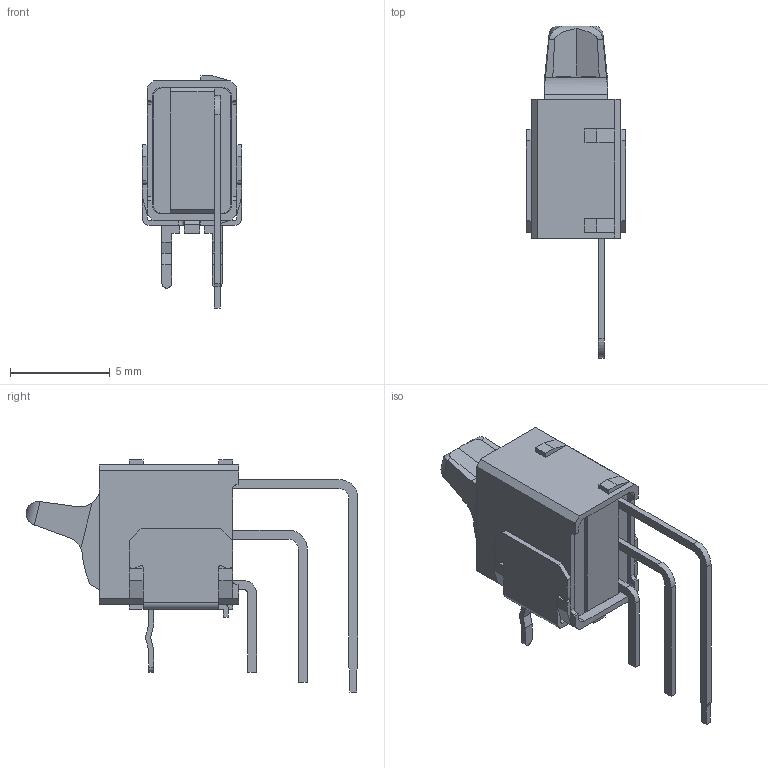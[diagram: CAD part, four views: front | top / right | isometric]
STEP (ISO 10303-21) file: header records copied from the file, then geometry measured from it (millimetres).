
FILE_DESCRIPTION (( 'STEP AP214' ), '1' );
FILE_NAME ('Nidec Copal - CF-LD-1DC6-AR2W.STEP', '2022-11-25T08:19:32', ( '' ), ( '' ), 'SwSTEP 2.0', 'SolidWorks 2023', '' );
FILE_SCHEMA (( 'AUTOMOTIVE_DESIGN' ));
Length unit declared in the file: millimetre
Products named in the file (4): CF_LD_1DC6_AR2W_5; Nidec Copal - CF-LD-1DC6-AR2W; CF_LD_1DC6_AR2W; CF_LD_1DC6_AR2W_3
Assembly tree (3 placements, depth 3):
  Nidec Copal - CF-LD-1DC6-AR2W
    CF_LD_1DC6_AR2W
      CF_LD_1DC6_AR2W_3
      CF_LD_1DC6_AR2W_5
Bounding box: 5 x 16.65 x 11.65 mm (x, y, z)
Volume: 240.2 mm3; surface area: 461.5 mm2
Topology: 2 solids, 2 shells, 267 faces, 738 edges, 473 vertices
Faces by surface type: plane 208, cylinder 55, cone 4
Entity records: 11136 total; most frequent: CARTESIAN_POINT 1574, ORIENTED_EDGE 1476, DIRECTION 1375, EDGE_CURVE 738, VECTOR 611, LINE 611, VERTEX_POINT 473, AXIS2_PLACEMENT_3D 382
